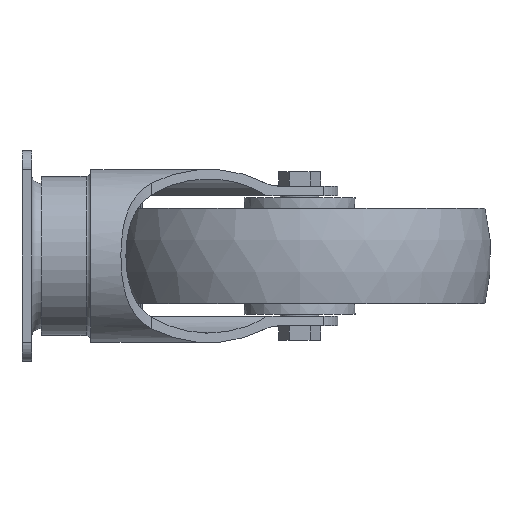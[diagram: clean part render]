
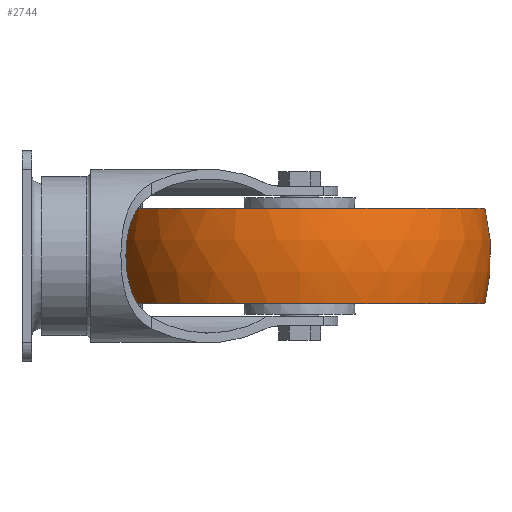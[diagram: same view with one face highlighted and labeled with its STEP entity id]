
A CAD part, left-side view. The second image highlights one B-rep face of the part: STEP entity #2744.
In plain terms, the highlighted spherical face has radius 100 mm.
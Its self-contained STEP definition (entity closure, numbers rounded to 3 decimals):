
#22=SPHERICAL_SURFACE('',#2989,100.);
#148=CIRCLE('',#2988,96.825);
#149=CIRCLE('',#2990,96.825);
#580=ORIENTED_EDGE('',*,*,#1244,.T.);
#581=ORIENTED_EDGE('',*,*,#1245,.F.);
#1244=EDGE_CURVE('',#1577,#1577,#148,.T.);
#1245=EDGE_CURVE('',#1578,#1578,#149,.T.);
#1577=VERTEX_POINT('',#4505);
#1578=VERTEX_POINT('',#4508);
#2278=EDGE_LOOP('',(#580));
#2279=EDGE_LOOP('',(#581));
#2463=FACE_BOUND('',#2278,.T.);
#2464=FACE_BOUND('',#2279,.T.);
#2744=ADVANCED_FACE('',(#2463,#2464),#22,.T.);
#2988=AXIS2_PLACEMENT_3D('',#4504,#3584,#3585);
#2989=AXIS2_PLACEMENT_3D('',#4506,#3586,#3587);
#2990=AXIS2_PLACEMENT_3D('',#4507,#3588,#3589);
#3584=DIRECTION('',(0.,0.,-1.));
#3585=DIRECTION('',(-1.,0.,0.));
#3586=DIRECTION('',(0.,0.,-1.));
#3587=DIRECTION('',(0.,1.,0.));
#3588=DIRECTION('',(0.,0.,-1.));
#3589=DIRECTION('',(-1.,0.,0.));
#4504=CARTESIAN_POINT('',(0.,0.,25.));
#4505=CARTESIAN_POINT('',(-96.825,0.,25.));
#4506=CARTESIAN_POINT('',(0.,0.,0.));
#4507=CARTESIAN_POINT('',(0.,0.,-25.));
#4508=CARTESIAN_POINT('',(-96.825,0.,-25.));
